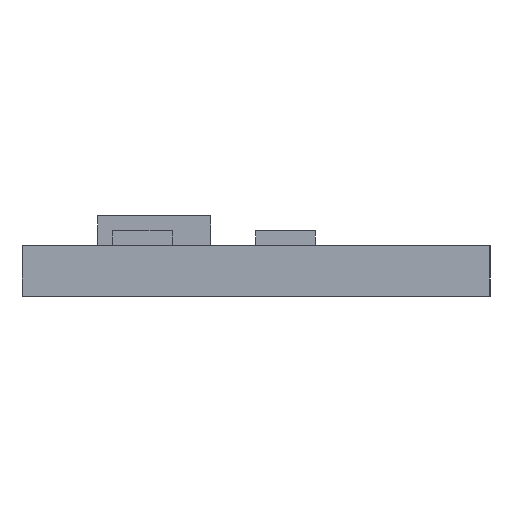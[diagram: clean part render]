
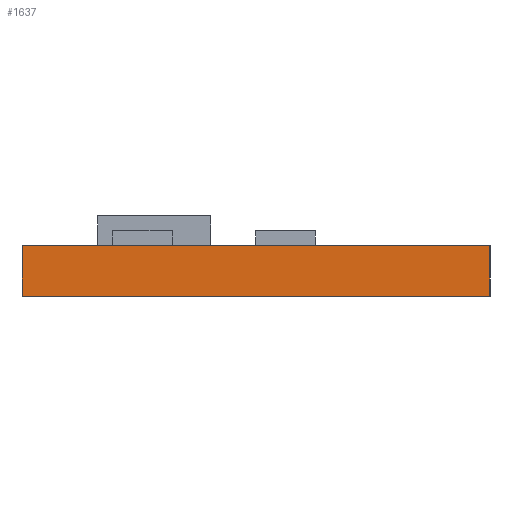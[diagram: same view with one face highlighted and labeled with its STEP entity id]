
A CAD part, left-side view. The second image highlights one B-rep face of the part: STEP entity #1637.
In plain terms, the highlighted planar face has unit normal (-1, 0, 0).
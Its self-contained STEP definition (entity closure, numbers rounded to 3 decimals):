
#171=FACE_OUTER_BOUND('',#259,.T.);
#259=EDGE_LOOP('',(#1375,#1376,#1377,#1378));
#483=LINE('',#2613,#675);
#484=LINE('',#2615,#676);
#485=LINE('',#2617,#677);
#486=LINE('',#2618,#678);
#675=VECTOR('',#2165,10.);
#676=VECTOR('',#2166,10.);
#677=VECTOR('',#2167,10.);
#678=VECTOR('',#2168,10.);
#823=VERTEX_POINT('',#2611);
#824=VERTEX_POINT('',#2612);
#825=VERTEX_POINT('',#2614);
#826=VERTEX_POINT('',#2616);
#1035=EDGE_CURVE('',#823,#824,#483,.T.);
#1036=EDGE_CURVE('',#823,#825,#484,.T.);
#1037=EDGE_CURVE('',#826,#825,#485,.T.);
#1038=EDGE_CURVE('',#824,#826,#486,.T.);
#1375=ORIENTED_EDGE('',*,*,#1035,.F.);
#1376=ORIENTED_EDGE('',*,*,#1036,.T.);
#1377=ORIENTED_EDGE('',*,*,#1037,.F.);
#1378=ORIENTED_EDGE('',*,*,#1038,.F.);
#1549=PLANE('',#1763);
#1637=ADVANCED_FACE('',(#171),#1549,.T.);
#1763=AXIS2_PLACEMENT_3D('',#2610,#2163,#2164);
#2163=DIRECTION('center_axis',(-1.,0.,0.));
#2164=DIRECTION('ref_axis',(0.,-1.,0.));
#2165=DIRECTION('',(0.,1.,0.));
#2166=DIRECTION('',(0.,0.,1.));
#2167=DIRECTION('',(0.,-1.,0.));
#2168=DIRECTION('',(0.,0.,1.));
#2610=CARTESIAN_POINT('Origin',(-12.6,7.85,0.));
#2611=CARTESIAN_POINT('',(-12.6,-7.85,0.));
#2612=CARTESIAN_POINT('',(-12.6,7.85,0.));
#2613=CARTESIAN_POINT('',(-12.6,-7.85,0.));
#2614=CARTESIAN_POINT('',(-12.6,-7.85,1.7));
#2615=CARTESIAN_POINT('',(-12.6,-7.85,0.));
#2616=CARTESIAN_POINT('',(-12.6,7.85,1.7));
#2617=CARTESIAN_POINT('',(-12.6,-7.85,1.7));
#2618=CARTESIAN_POINT('',(-12.6,7.85,0.));
